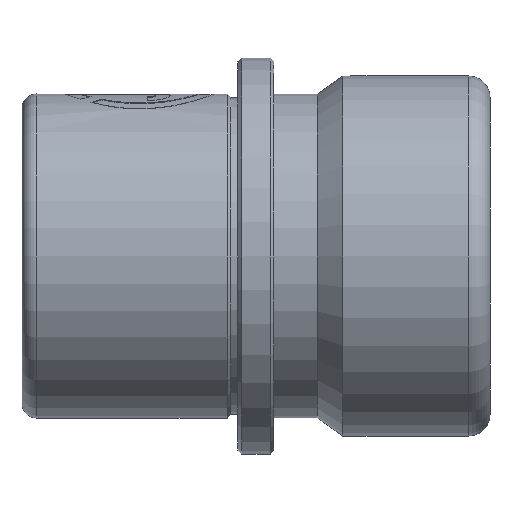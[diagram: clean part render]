
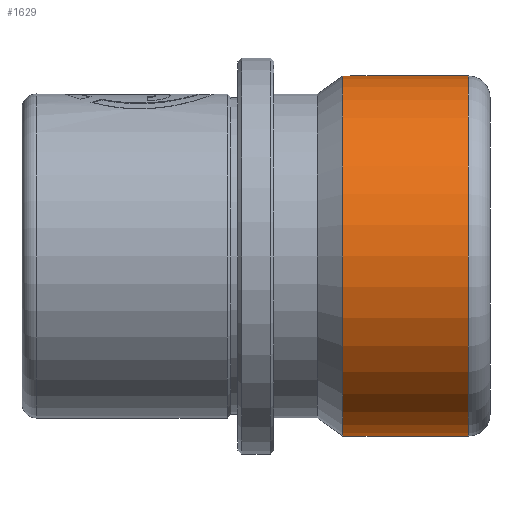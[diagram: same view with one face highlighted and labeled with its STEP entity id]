
A CAD part, left-side view. The second image highlights one B-rep face of the part: STEP entity #1629.
In plain terms, the highlighted cylindrical face has radius 25 mm (diameter 50 mm), a partial arc.
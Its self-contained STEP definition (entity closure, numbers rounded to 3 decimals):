
#107 = VERTEX_POINT ( 'NONE', #914 ) ;
#255 = EDGE_CURVE ( 'NONE', #1549, #2615, #2333, .T. ) ;
#572 = EDGE_CURVE ( 'NONE', #107, #1549, #1608, .T. ) ;
#573 = VERTEX_POINT ( 'NONE', #1414 ) ;
#592 = CARTESIAN_POINT ( 'NONE',  ( 3.5, -47.878, -25. ) ) ;
#651 = AXIS2_PLACEMENT_3D ( 'NONE', #1256, #2463, #2953 ) ;
#680 = ORIENTED_EDGE ( 'NONE', *, *, #255, .T. ) ;
#810 = ORIENTED_EDGE ( 'NONE', *, *, #572, .T. ) ;
#914 = CARTESIAN_POINT ( 'NONE',  ( 3.5, -47.878, 25. ) ) ;
#1083 = CARTESIAN_POINT ( 'NONE',  ( 3.5, 0., 0. ) ) ;
#1175 = VECTOR ( 'NONE', #1423, 1000. ) ;
#1196 = DIRECTION ( 'NONE',  ( 0., -1., 0. ) ) ;
#1256 = CARTESIAN_POINT ( 'NONE',  ( 3.5, -65.308, 0. ) ) ;
#1330 = DIRECTION ( 'NONE',  ( 0., -1., 0. ) ) ;
#1351 = CARTESIAN_POINT ( 'NONE',  ( 3.5, 0., 25. ) ) ;
#1372 = FACE_OUTER_BOUND ( 'NONE', #2045, .T. ) ;
#1398 = CARTESIAN_POINT ( 'NONE',  ( 3.5, 0., -25. ) ) ;
#1414 = CARTESIAN_POINT ( 'NONE',  ( 3.5, -65.308, 25. ) ) ;
#1423 = DIRECTION ( 'NONE',  ( 0., -1., 0. ) ) ;
#1455 = AXIS2_PLACEMENT_3D ( 'NONE', #1083, #1330, #2108 ) ;
#1549 = VERTEX_POINT ( 'NONE', #592 ) ;
#1608 = CIRCLE ( 'NONE', #1676, 25. ) ;
#1629 = ADVANCED_FACE ( 'NONE', ( #1372 ), #2292, .T. ) ;
#1648 = ORIENTED_EDGE ( 'NONE', *, *, #2104, .F. ) ;
#1676 = AXIS2_PLACEMENT_3D ( 'NONE', #3127, #1196, #1682 ) ;
#1682 = DIRECTION ( 'NONE',  ( 0., 0., -1. ) ) ;
#1880 = LINE ( 'NONE', #1351, #2861 ) ;
#2045 = EDGE_LOOP ( 'NONE', ( #2449, #810, #680, #1648 ) ) ;
#2104 = EDGE_CURVE ( 'NONE', #573, #2615, #3156, .T. ) ;
#2108 = DIRECTION ( 'NONE',  ( 0., 0., -1. ) ) ;
#2292 = CYLINDRICAL_SURFACE ( 'NONE', #1455, 25. ) ;
#2333 = LINE ( 'NONE', #1398, #1175 ) ;
#2402 = DIRECTION ( 'NONE',  ( 0., -1., 0. ) ) ;
#2449 = ORIENTED_EDGE ( 'NONE', *, *, #2451, .F. ) ;
#2451 = EDGE_CURVE ( 'NONE', #107, #573, #1880, .T. ) ;
#2463 = DIRECTION ( 'NONE',  ( 0., -1., 0. ) ) ;
#2615 = VERTEX_POINT ( 'NONE', #2672 ) ;
#2672 = CARTESIAN_POINT ( 'NONE',  ( 3.5, -65.308, -25. ) ) ;
#2861 = VECTOR ( 'NONE', #2402, 1000. ) ;
#2953 = DIRECTION ( 'NONE',  ( 0., 0., -1. ) ) ;
#3127 = CARTESIAN_POINT ( 'NONE',  ( 3.5, -47.878, 0. ) ) ;
#3156 = CIRCLE ( 'NONE', #651, 25. ) ;
